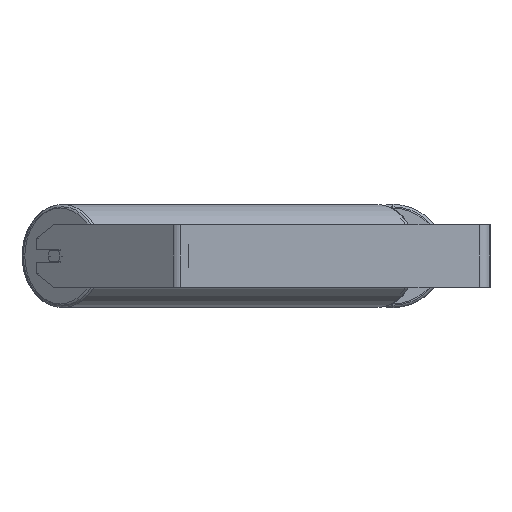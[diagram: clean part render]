
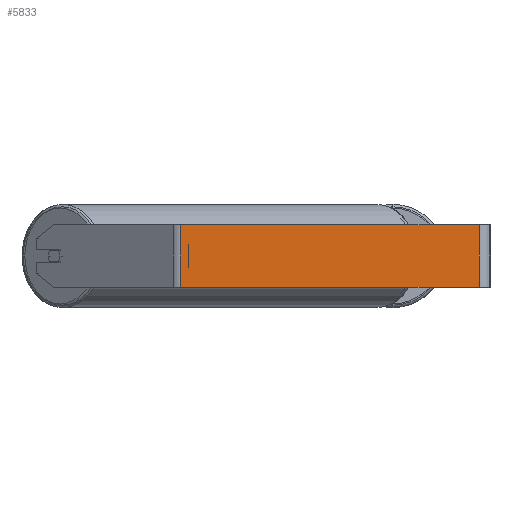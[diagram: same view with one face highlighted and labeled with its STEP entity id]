
A CAD part, left-side view. The second image highlights one B-rep face of the part: STEP entity #5833.
In plain terms, the highlighted planar face has unit normal (-1, 0, 0).
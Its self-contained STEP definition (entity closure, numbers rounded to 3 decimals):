
#29 = VECTOR ( 'NONE', #7111, 1000. ) ;
#323 = EDGE_LOOP ( 'NONE', ( #4038, #3803, #5026, #5914 ) ) ;
#417 = EDGE_CURVE ( 'NONE', #4352, #1115, #6448, .T. ) ;
#423 = CARTESIAN_POINT ( 'NONE',  ( -1000., 403.899, -40. ) ) ;
#466 = LINE ( 'NONE', #423, #3868 ) ;
#1115 = VERTEX_POINT ( 'NONE', #4360 ) ;
#1731 = DIRECTION ( 'NONE',  ( 0., 0., -1. ) ) ;
#2379 = VERTEX_POINT ( 'NONE', #3001 ) ;
#2404 = CARTESIAN_POINT ( 'NONE',  ( -1000., 398.804, 40. ) ) ;
#2449 = LINE ( 'NONE', #2404, #3884 ) ;
#2474 = EDGE_CURVE ( 'NONE', #5233, #2379, #466, .T. ) ;
#2549 = CARTESIAN_POINT ( 'NONE',  ( -1000., 403.899, 40. ) ) ;
#3001 = CARTESIAN_POINT ( 'NONE',  ( -1000., 14., -40. ) ) ;
#3325 = EDGE_CURVE ( 'NONE', #4352, #5233, #2449, .T. ) ;
#3691 = LINE ( 'NONE', #6347, #3719 ) ;
#3719 = VECTOR ( 'NONE', #8248, 1000. ) ;
#3803 = ORIENTED_EDGE ( 'NONE', *, *, #6052, .F. ) ;
#3868 = VECTOR ( 'NONE', #8571, 1000. ) ;
#3884 = VECTOR ( 'NONE', #1731, 1000. ) ;
#4038 = ORIENTED_EDGE ( 'NONE', *, *, #2474, .T. ) ;
#4352 = VERTEX_POINT ( 'NONE', #5633 ) ;
#4360 = CARTESIAN_POINT ( 'NONE',  ( -1000., 14., 40. ) ) ;
#5026 = ORIENTED_EDGE ( 'NONE', *, *, #417, .F. ) ;
#5233 = VERTEX_POINT ( 'NONE', #7783 ) ;
#5240 = DIRECTION ( 'NONE',  ( 0., 0., -1. ) ) ;
#5336 = DIRECTION ( 'NONE',  ( 1., 0., 0. ) ) ;
#5633 = CARTESIAN_POINT ( 'NONE',  ( -1000., 398.804, 40. ) ) ;
#5833 = ADVANCED_FACE ( 'NONE', ( #7904 ), #5937, .F. ) ;
#5914 = ORIENTED_EDGE ( 'NONE', *, *, #3325, .T. ) ;
#5937 = PLANE ( 'NONE',  #6244 ) ;
#6052 = EDGE_CURVE ( 'NONE', #1115, #2379, #3691, .T. ) ;
#6244 = AXIS2_PLACEMENT_3D ( 'NONE', #2549, #5336, #5240 ) ;
#6347 = CARTESIAN_POINT ( 'NONE',  ( -1000., 14., 40. ) ) ;
#6399 = CARTESIAN_POINT ( 'NONE',  ( -1000., 403.899, 40. ) ) ;
#6448 = LINE ( 'NONE', #6399, #29 ) ;
#7111 = DIRECTION ( 'NONE',  ( 0., -1., 0. ) ) ;
#7783 = CARTESIAN_POINT ( 'NONE',  ( -1000., 398.804, -40. ) ) ;
#7904 = FACE_OUTER_BOUND ( 'NONE', #323, .T. ) ;
#8248 = DIRECTION ( 'NONE',  ( 0., 0., -1. ) ) ;
#8571 = DIRECTION ( 'NONE',  ( 0., -1., 0. ) ) ;
